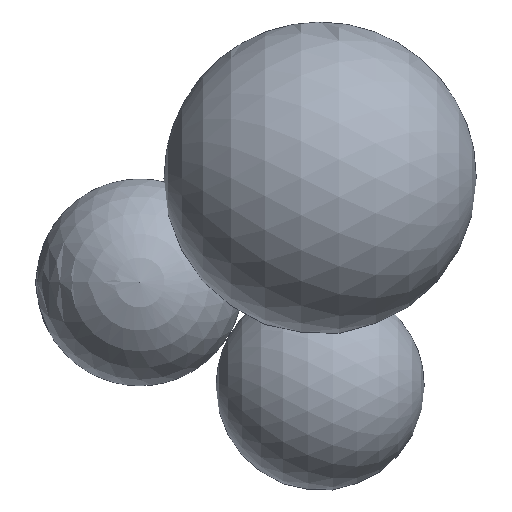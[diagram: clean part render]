
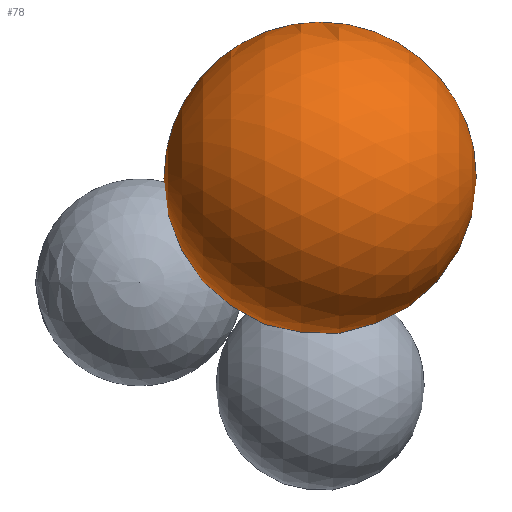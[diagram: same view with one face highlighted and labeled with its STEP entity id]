
A CAD part, left-side view. The second image highlights one B-rep face of the part: STEP entity #78.
In plain terms, the highlighted spherical face has radius 3 mm.
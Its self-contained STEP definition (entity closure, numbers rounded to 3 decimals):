
#28=FACE_OUTER_BOUND('',#33,.T.);
#33=EDGE_LOOP('',(#63,#64));
#38=CIRCLE('',#113,3.);
#46=VERTEX_POINT('',#153);
#47=VERTEX_POINT('',#154);
#55=EDGE_CURVE('',#46,#47,#38,.T.);
#63=ORIENTED_EDGE('',*,*,#55,.T.);
#64=ORIENTED_EDGE('',*,*,#55,.F.);
#73=SPHERICAL_SURFACE('',#112,3.);
#78=ADVANCED_FACE('',(#28),#73,.T.);
#112=AXIS2_PLACEMENT_3D('',#152,#129,#130);
#113=AXIS2_PLACEMENT_3D('',#155,#131,#132);
#129=DIRECTION('center_axis',(0.,1.,0.));
#130=DIRECTION('ref_axis',(0.,0.,-1.));
#131=DIRECTION('center_axis',(1.,0.,0.));
#132=DIRECTION('ref_axis',(0.,0.,1.));
#152=CARTESIAN_POINT('Origin',(-3.,0.,4.));
#153=CARTESIAN_POINT('',(-3.,3.,4.));
#154=CARTESIAN_POINT('',(-3.,-3.,4.));
#155=CARTESIAN_POINT('Origin',(-3.,0.,4.));
